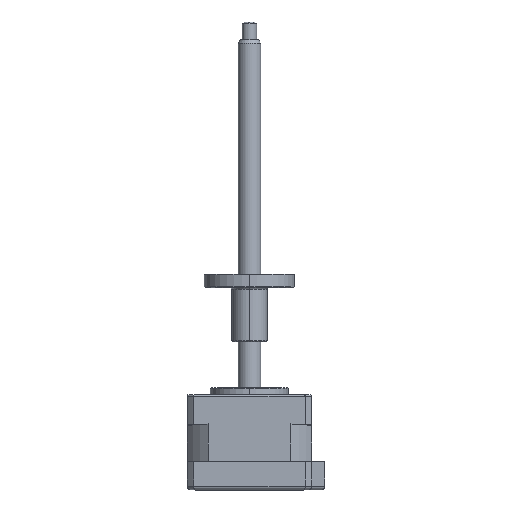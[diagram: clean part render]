
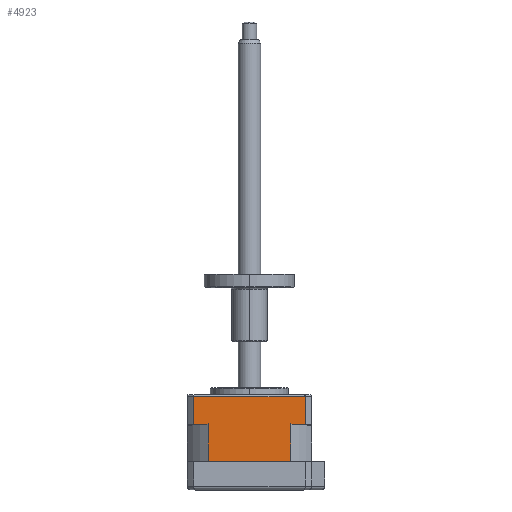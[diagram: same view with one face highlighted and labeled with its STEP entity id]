
A CAD part, top view. The second image highlights one B-rep face of the part: STEP entity #4923.
In plain terms, the highlighted planar face has unit normal (0, 0, 1).
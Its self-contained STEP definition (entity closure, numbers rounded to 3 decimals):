
#72 = CARTESIAN_POINT ( 'NONE',  ( -39.617, 12.029, 36.5 ) ) ;
#216 = LINE ( 'NONE', #4666, #366 ) ;
#347 = ORIENTED_EDGE ( 'NONE', *, *, #9621, .F. ) ;
#366 = VECTOR ( 'NONE', #9289, 1000. ) ;
#369 = ORIENTED_EDGE ( 'NONE', *, *, #4821, .F. ) ;
#542 = ORIENTED_EDGE ( 'NONE', *, *, #9845, .T. ) ;
#654 = VECTOR ( 'NONE', #1412, 1000. ) ;
#697 = VERTEX_POINT ( 'NONE', #6770 ) ;
#891 = CARTESIAN_POINT ( 'NONE',  ( -62.833, 22.679, 36.5 ) ) ;
#986 = LINE ( 'NONE', #5202, #654 ) ;
#1412 = DIRECTION ( 'NONE',  ( 0., 1., 0. ) ) ;
#1443 = CARTESIAN_POINT ( 'NONE',  ( -35.541, 30.179, 36.5 ) ) ;
#1764 = CARTESIAN_POINT ( 'NONE',  ( -66.909, 30.179, 36.5 ) ) ;
#1767 = CARTESIAN_POINT ( 'NONE',  ( -39.617, 12.029, 36.5 ) ) ;
#1771 = CARTESIAN_POINT ( 'NONE',  ( -63.246, 22.279, 36.5 ) ) ;
#1818 = VERTEX_POINT ( 'NONE', #72 ) ;
#2203 = CARTESIAN_POINT ( 'NONE',  ( -35.541, 22.279, 36.5 ) ) ;
#2525 = CARTESIAN_POINT ( 'NONE',  ( -39.617, 12.029, 36.5 ) ) ;
#2578 = VECTOR ( 'NONE', #8310, 1000. ) ;
#2589 = LINE ( 'NONE', #2203, #2578 ) ;
#2592 = DIRECTION ( 'NONE',  ( -1., 0., 0. ) ) ;
#2943 = LINE ( 'NONE', #2525, #3058 ) ;
#2970 = CARTESIAN_POINT ( 'NONE',  ( -66.909, 22.279, 36.5 ) ) ;
#3058 = VECTOR ( 'NONE', #6276, 1000. ) ;
#3106 = CARTESIAN_POINT ( 'NONE',  ( -39.204, 22.279, 36.5 ) ) ;
#3168 = CARTESIAN_POINT ( 'NONE',  ( -35.541, 22.279, 36.5 ) ) ;
#3288 = ORIENTED_EDGE ( 'NONE', *, *, #9784, .T. ) ;
#3335 = CARTESIAN_POINT ( 'NONE',  ( -66.909, 30.179, 36.5 ) ) ;
#3419 = DIRECTION ( 'NONE',  ( 0., 0., -1. ) ) ;
#3567 = VERTEX_POINT ( 'NONE', #2970 ) ;
#3597 = VECTOR ( 'NONE', #3917, 1000. ) ;
#3612 = CARTESIAN_POINT ( 'NONE',  ( -63.246, 22.279, 36.5 ) ) ;
#3647 = ORIENTED_EDGE ( 'NONE', *, *, #8491, .F. ) ;
#3737 = ORIENTED_EDGE ( 'NONE', *, *, #9081, .F. ) ;
#3831 = LINE ( 'NONE', #3168, #3597 ) ;
#3888 = B_SPLINE_CURVE_WITH_KNOTS ( 'NONE', 3,
 ( #3612, #8212, #4391, #9785 ),
 .UNSPECIFIED., .F., .F.,
 ( 4, 4 ),
 ( 0.024, 0.025 ),
 .UNSPECIFIED. ) ;
#3917 = DIRECTION ( 'NONE',  ( 0., 1., 0. ) ) ;
#4119 = ORIENTED_EDGE ( 'NONE', *, *, #8778, .T. ) ;
#4129 = ORIENTED_EDGE ( 'NONE', *, *, #6819, .T. ) ;
#4391 = CARTESIAN_POINT ( 'NONE',  ( -62.972, 22.546, 36.5 ) ) ;
#4473 = CARTESIAN_POINT ( 'NONE',  ( -35.541, 22.279, 36.5 ) ) ;
#4515 = CARTESIAN_POINT ( 'NONE',  ( -39.617, 12.029, 36.5 ) ) ;
#4616 = CARTESIAN_POINT ( 'NONE',  ( -39.617, 22.679, 36.5 ) ) ;
#4666 = CARTESIAN_POINT ( 'NONE',  ( -35.541, 22.279, 36.5 ) ) ;
#4821 = EDGE_CURVE ( 'NONE', #7491, #3567, #216, .T. ) ;
#4923 = ADVANCED_FACE ( 'NONE', ( #9633 ), #7848, .F. ) ;
#5033 = CARTESIAN_POINT ( 'NONE',  ( -62.833, 12.029, 36.5 ) ) ;
#5089 = ORIENTED_EDGE ( 'NONE', *, *, #7505, .F. ) ;
#5186 = VERTEX_POINT ( 'NONE', #891 ) ;
#5202 = CARTESIAN_POINT ( 'NONE',  ( -62.833, 12.029, 36.5 ) ) ;
#5369 = CARTESIAN_POINT ( 'NONE',  ( -39.479, 22.546, 36.5 ) ) ;
#5643 = LINE ( 'NONE', #4515, #5750 ) ;
#5729 = EDGE_LOOP ( 'NONE', ( #542, #4129, #3737, #3288, #4119, #5089, #369, #8430, #3647, #347 ) ) ;
#5750 = VECTOR ( 'NONE', #9894, 1000. ) ;
#5953 = B_SPLINE_CURVE_WITH_KNOTS ( 'NONE', 3,
 ( #4616, #5369, #7646, #3106 ),
 .UNSPECIFIED., .F., .F.,
 ( 4, 4 ),
 ( 0.051, 0.052 ),
 .UNSPECIFIED. ) ;
#5988 = VERTEX_POINT ( 'NONE', #5033 ) ;
#6276 = DIRECTION ( 'NONE',  ( 0., 1., 0. ) ) ;
#6581 = VECTOR ( 'NONE', #2592, 1000. ) ;
#6696 = LINE ( 'NONE', #1764, #6581 ) ;
#6770 = CARTESIAN_POINT ( 'NONE',  ( -39.204, 22.279, 36.5 ) ) ;
#6819 = EDGE_CURVE ( 'NONE', #7752, #697, #5953, .T. ) ;
#7053 = CARTESIAN_POINT ( 'NONE',  ( -66.909, 22.279, 36.5 ) ) ;
#7302 = VERTEX_POINT ( 'NONE', #4473 ) ;
#7491 = VERTEX_POINT ( 'NONE', #1771 ) ;
#7505 = EDGE_CURVE ( 'NONE', #3567, #8171, #9424, .T. ) ;
#7646 = CARTESIAN_POINT ( 'NONE',  ( -39.341, 22.413, 36.5 ) ) ;
#7752 = VERTEX_POINT ( 'NONE', #8974 ) ;
#7848 = PLANE ( 'NONE',  #9202 ) ;
#7858 = VERTEX_POINT ( 'NONE', #1443 ) ;
#8171 = VERTEX_POINT ( 'NONE', #3335 ) ;
#8212 = CARTESIAN_POINT ( 'NONE',  ( -63.109, 22.413, 36.5 ) ) ;
#8310 = DIRECTION ( 'NONE',  ( -1., 0., 0. ) ) ;
#8430 = ORIENTED_EDGE ( 'NONE', *, *, #9021, .T. ) ;
#8491 = EDGE_CURVE ( 'NONE', #5988, #5186, #986, .T. ) ;
#8666 = DIRECTION ( 'NONE',  ( 0., 1., 0. ) ) ;
#8778 = EDGE_CURVE ( 'NONE', #7858, #8171, #6696, .T. ) ;
#8814 = DIRECTION ( 'NONE',  ( 0., -1., 0. ) ) ;
#8974 = CARTESIAN_POINT ( 'NONE',  ( -39.617, 22.679, 36.5 ) ) ;
#9021 = EDGE_CURVE ( 'NONE', #7491, #5186, #3888, .T. ) ;
#9081 = EDGE_CURVE ( 'NONE', #7302, #697, #2589, .T. ) ;
#9202 = AXIS2_PLACEMENT_3D ( 'NONE', #1767, #3419, #8814 ) ;
#9289 = DIRECTION ( 'NONE',  ( -1., 0., 0. ) ) ;
#9401 = VECTOR ( 'NONE', #8666, 1000. ) ;
#9424 = LINE ( 'NONE', #7053, #9401 ) ;
#9621 = EDGE_CURVE ( 'NONE', #1818, #5988, #5643, .T. ) ;
#9633 = FACE_OUTER_BOUND ( 'NONE', #5729, .T. ) ;
#9784 = EDGE_CURVE ( 'NONE', #7302, #7858, #3831, .T. ) ;
#9785 = CARTESIAN_POINT ( 'NONE',  ( -62.833, 22.679, 36.5 ) ) ;
#9845 = EDGE_CURVE ( 'NONE', #1818, #7752, #2943, .T. ) ;
#9894 = DIRECTION ( 'NONE',  ( -1., 0., 0. ) ) ;
